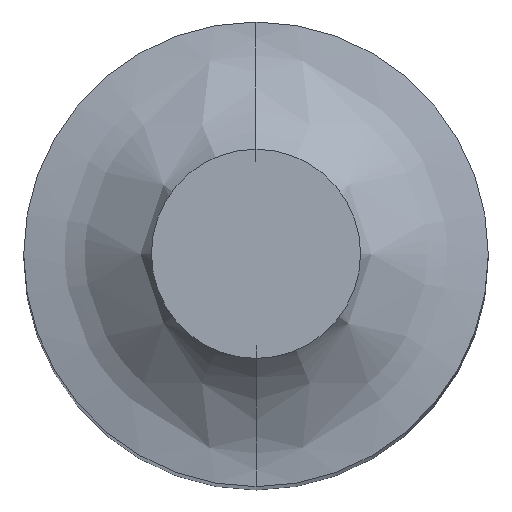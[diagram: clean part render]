
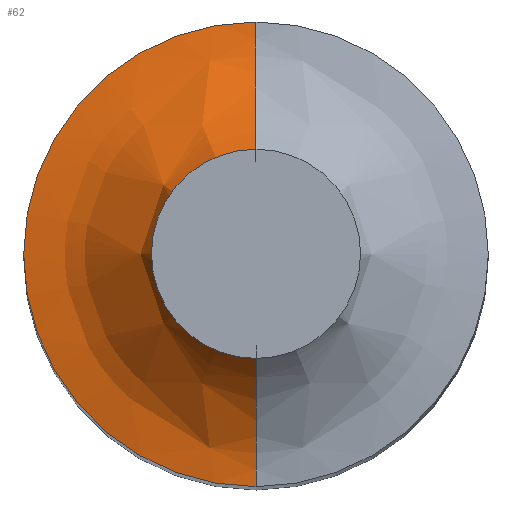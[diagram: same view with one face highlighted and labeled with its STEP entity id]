
A CAD part, top view. The second image highlights one B-rep face of the part: STEP entity #62.
In plain terms, the highlighted free-form (B-spline) face has degree [3, 3] with [4, 4] control points.
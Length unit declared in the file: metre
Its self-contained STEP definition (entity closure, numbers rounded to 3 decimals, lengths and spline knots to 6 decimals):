
#7 = DIRECTION ( 'NONE',  ( -1., 0., 0. ) ) ;
#8 = CARTESIAN_POINT ( 'NONE',  ( 0., 0.0045, 0.1 ) ) ;
#10 = FACE_OUTER_BOUND ( 'NONE', #192, .T. ) ;
#26 = CIRCLE ( 'NONE', #69, 0.01 ) ;
#30 = EDGE_CURVE ( 'NONE', #164, #154, #265, .T. ) ;
#31 = CARTESIAN_POINT ( 'NONE',  ( 0., 0., 0.0875 ) ) ;
#33 = CARTESIAN_POINT ( 'NONE',  ( 0., 0.0045, 0.1 ) ) ;
#36 = CARTESIAN_POINT ( 'NONE',  ( 0., 0.0045, 0.1 ) ) ;
#40 = EDGE_CURVE ( 'NONE', #164, #132, #188, .T. ) ;
#45 = EDGE_CURVE ( 'NONE', #172, #74, #46, .T. ) ;
#46 = B_SPLINE_CURVE_WITH_KNOTS ( 'NONE', 3,
 ( #196, #194, #59, #33 ),
 .UNSPECIFIED., .F., .F.,
 ( 4, 4 ),
 ( 0., 1. ),
 .UNSPECIFIED. ) ;
#55 = CARTESIAN_POINT ( 'NONE',  ( 0.002272, -0.001136, 0.096545 ) ) ;
#59 = CARTESIAN_POINT ( 'NONE',  ( 0., -0.001136, 0.096545 ) ) ;
#61 = DIRECTION ( 'NONE',  ( 0., 0., -1. ) ) ;
#62 = ADVANCED_FACE ( 'NONE', ( #10 ), #94, .T. ) ;
#69 = AXIS2_PLACEMENT_3D ( 'NONE', #176, #97, #267 ) ;
#74 = VERTEX_POINT ( 'NONE', #8 ) ;
#85 = CARTESIAN_POINT ( 'NONE',  ( -0.02, 0.01, 0.0875 ) ) ;
#89 = CARTESIAN_POINT ( 'NONE',  ( 0., -0.0045, 0.1 ) ) ;
#94 =( BOUNDED_SURFACE ( )  B_SPLINE_SURFACE ( 3, 3, ( 
 ( #235, #170, #85, #144 ),
 ( #321, #191, #114, #319 ),
 ( #286, #295, #55, #216 ),
 ( #89, #237, #263, #36 ) ),
 .UNSPECIFIED., .F., .F., .T. ) 
 B_SPLINE_SURFACE_WITH_KNOTS ( ( 4, 4 ),
 ( 4, 4 ),
 ( 0., 1. ),
 ( 0., 1. ),
 .UNSPECIFIED. ) 
 GEOMETRIC_REPRESENTATION_ITEM ( )  RATIONAL_B_SPLINE_SURFACE ( (
 ( 1., 0.333, 0.333, 1.),
 ( 1., 0.333, 0.333, 1.),
 ( 1., 0.333, 0.333, 1.),
 ( 1., 0.333, 0.333, 1.) ) ) 
 REPRESENTATION_ITEM ( '' )  SURFACE ( )  );
#97 = DIRECTION ( 'NONE',  ( 0., 0., -1. ) ) ;
#114 = CARTESIAN_POINT ( 'NONE',  ( -0.009422, 0.004711, 0.087521 ) ) ;
#128 = ORIENTED_EDGE ( 'NONE', *, *, #279, .F. ) ;
#132 = VERTEX_POINT ( 'NONE', #197 ) ;
#133 = EDGE_CURVE ( 'NONE', #132, #74, #174, .T. ) ;
#143 = DIRECTION ( 'NONE',  ( -1., 0., 0. ) ) ;
#144 = CARTESIAN_POINT ( 'NONE',  ( 0., 0.01, 0.0875 ) ) ;
#146 = CARTESIAN_POINT ( 'NONE',  ( 0., 0.001136, 0.096545 ) ) ;
#147 = CARTESIAN_POINT ( 'NONE',  ( 0., 0., 0.1 ) ) ;
#154 = VERTEX_POINT ( 'NONE', #207 ) ;
#164 = VERTEX_POINT ( 'NONE', #177 ) ;
#170 = CARTESIAN_POINT ( 'NONE',  ( -0.02, -0.01, 0.0875 ) ) ;
#172 = VERTEX_POINT ( 'NONE', #275 ) ;
#174 = CIRCLE ( 'NONE', #272, 0.0045 ) ;
#176 = CARTESIAN_POINT ( 'NONE',  ( 0., 0., 0.0875 ) ) ;
#177 = CARTESIAN_POINT ( 'NONE',  ( 0., -0.01, 0.0875 ) ) ;
#181 = ORIENTED_EDGE ( 'NONE', *, *, #40, .T. ) ;
#188 = B_SPLINE_CURVE_WITH_KNOTS ( 'NONE', 3,
 ( #210, #260, #146, #291 ),
 .UNSPECIFIED., .F., .F.,
 ( 4, 4 ),
 ( 0., 1. ),
 .UNSPECIFIED. ) ;
#191 = CARTESIAN_POINT ( 'NONE',  ( -0.009422, -0.004711, 0.087521 ) ) ;
#192 = EDGE_LOOP ( 'NONE', ( #246, #181, #277, #314, #128 ) ) ;
#194 = CARTESIAN_POINT ( 'NONE',  ( 0., 0.004711, 0.087521 ) ) ;
#196 = CARTESIAN_POINT ( 'NONE',  ( 0., 0.01, 0.0875 ) ) ;
#197 = CARTESIAN_POINT ( 'NONE',  ( 0., -0.0045, 0.1 ) ) ;
#207 = CARTESIAN_POINT ( 'NONE',  ( -0.01, 0., 0.0875 ) ) ;
#210 = CARTESIAN_POINT ( 'NONE',  ( 0., -0.01, 0.0875 ) ) ;
#216 = CARTESIAN_POINT ( 'NONE',  ( 0., -0.001136, 0.096545 ) ) ;
#217 = DIRECTION ( 'NONE',  ( 0., 0., -1. ) ) ;
#235 = CARTESIAN_POINT ( 'NONE',  ( 0., -0.01, 0.0875 ) ) ;
#237 = CARTESIAN_POINT ( 'NONE',  ( -0.009, -0.0045, 0.1 ) ) ;
#246 = ORIENTED_EDGE ( 'NONE', *, *, #30, .F. ) ;
#260 = CARTESIAN_POINT ( 'NONE',  ( 0., -0.004711, 0.087521 ) ) ;
#263 = CARTESIAN_POINT ( 'NONE',  ( -0.009, 0.0045, 0.1 ) ) ;
#265 = CIRCLE ( 'NONE', #290, 0.01 ) ;
#267 = DIRECTION ( 'NONE',  ( -1., 0., 0. ) ) ;
#272 = AXIS2_PLACEMENT_3D ( 'NONE', #147, #217, #7 ) ;
#275 = CARTESIAN_POINT ( 'NONE',  ( 0., 0.01, 0.0875 ) ) ;
#277 = ORIENTED_EDGE ( 'NONE', *, *, #133, .T. ) ;
#279 = EDGE_CURVE ( 'NONE', #154, #172, #26, .T. ) ;
#286 = CARTESIAN_POINT ( 'NONE',  ( 0., 0.001136, 0.096545 ) ) ;
#290 = AXIS2_PLACEMENT_3D ( 'NONE', #31, #61, #143 ) ;
#291 = CARTESIAN_POINT ( 'NONE',  ( 0., -0.0045, 0.1 ) ) ;
#295 = CARTESIAN_POINT ( 'NONE',  ( 0.002272, 0.001136, 0.096545 ) ) ;
#314 = ORIENTED_EDGE ( 'NONE', *, *, #45, .F. ) ;
#319 = CARTESIAN_POINT ( 'NONE',  ( 0., 0.004711, 0.087521 ) ) ;
#321 = CARTESIAN_POINT ( 'NONE',  ( 0., -0.004711, 0.087521 ) ) ;
